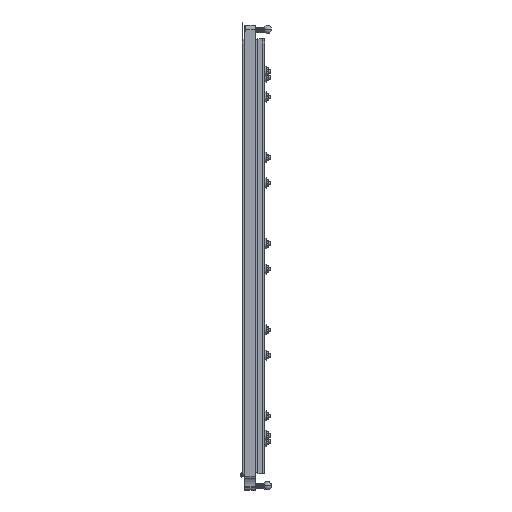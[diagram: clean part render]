
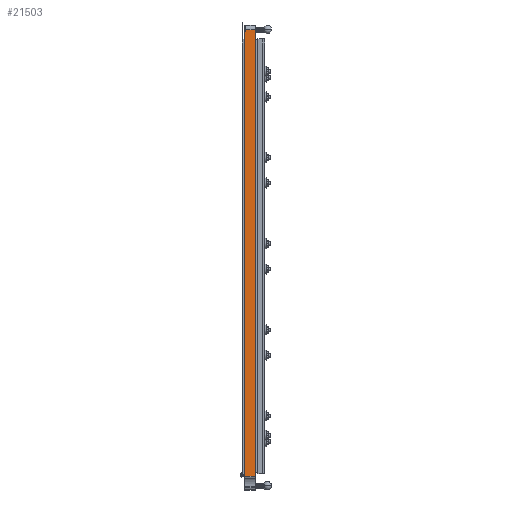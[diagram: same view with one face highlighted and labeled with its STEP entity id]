
A CAD part, left-side view. The second image highlights one B-rep face of the part: STEP entity #21503.
In plain terms, the highlighted planar face has unit normal (-1, 0, 0).
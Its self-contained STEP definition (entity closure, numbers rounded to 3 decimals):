
#261 = ORIENTED_EDGE ( 'NONE', *, *, #10209, .T. ) ;
#1334 = VECTOR ( 'NONE', #11231, 1000. ) ;
#2584 = PLANE ( 'NONE',  #2781 ) ;
#2660 = CARTESIAN_POINT ( 'NONE',  ( -255., 12.7, 266. ) ) ;
#2781 = AXIS2_PLACEMENT_3D ( 'NONE', #2955, #4442, #10011 ) ;
#2955 = CARTESIAN_POINT ( 'NONE',  ( -255., 12.7, -255. ) ) ;
#3462 = LINE ( 'NONE', #16585, #22113 ) ;
#4442 = DIRECTION ( 'NONE',  ( 1., 0., 0. ) ) ;
#5049 = DIRECTION ( 'NONE',  ( 0., 0., 1. ) ) ;
#5529 = LINE ( 'NONE', #18661, #1334 ) ;
#5944 = CARTESIAN_POINT ( 'NONE',  ( -255., 12.7, 266. ) ) ;
#6549 = VERTEX_POINT ( 'NONE', #24416 ) ;
#7485 = CARTESIAN_POINT ( 'NONE',  ( -255., 0., 266. ) ) ;
#8766 = CARTESIAN_POINT ( 'NONE',  ( -255., 12.7, -255. ) ) ;
#9285 = CARTESIAN_POINT ( 'NONE',  ( -255., 0., -258. ) ) ;
#9488 = EDGE_LOOP ( 'NONE', ( #10714, #261, #13132, #11166 ) ) ;
#10011 = DIRECTION ( 'NONE',  ( 0., 0., -1. ) ) ;
#10209 = EDGE_CURVE ( 'NONE', #6549, #23993, #3462, .T. ) ;
#10714 = ORIENTED_EDGE ( 'NONE', *, *, #14116, .F. ) ;
#11166 = ORIENTED_EDGE ( 'NONE', *, *, #15047, .T. ) ;
#11231 = DIRECTION ( 'NONE',  ( 0., 0., 1. ) ) ;
#12861 = DIRECTION ( 'NONE',  ( 0., -1., 0. ) ) ;
#13132 = ORIENTED_EDGE ( 'NONE', *, *, #23202, .T. ) ;
#13163 = VERTEX_POINT ( 'NONE', #7485 ) ;
#13767 = VERTEX_POINT ( 'NONE', #5944 ) ;
#14048 = VECTOR ( 'NONE', #23577, 1000. ) ;
#14116 = EDGE_CURVE ( 'NONE', #6549, #13767, #16212, .T. ) ;
#15047 = EDGE_CURVE ( 'NONE', #13163, #13767, #16158, .T. ) ;
#16158 = LINE ( 'NONE', #2660, #14048 ) ;
#16212 = LINE ( 'NONE', #8766, #23492 ) ;
#16585 = CARTESIAN_POINT ( 'NONE',  ( -255., 0., -258. ) ) ;
#18661 = CARTESIAN_POINT ( 'NONE',  ( -255., 0., -255. ) ) ;
#19896 = FACE_OUTER_BOUND ( 'NONE', #9488, .T. ) ;
#21503 = ADVANCED_FACE ( 'NONE', ( #19896 ), #2584, .F. ) ;
#22113 = VECTOR ( 'NONE', #12861, 1000. ) ;
#23202 = EDGE_CURVE ( 'NONE', #23993, #13163, #5529, .T. ) ;
#23492 = VECTOR ( 'NONE', #5049, 1000. ) ;
#23577 = DIRECTION ( 'NONE',  ( 0., 1., 0. ) ) ;
#23993 = VERTEX_POINT ( 'NONE', #9285 ) ;
#24416 = CARTESIAN_POINT ( 'NONE',  ( -255., 12.7, -258. ) ) ;
